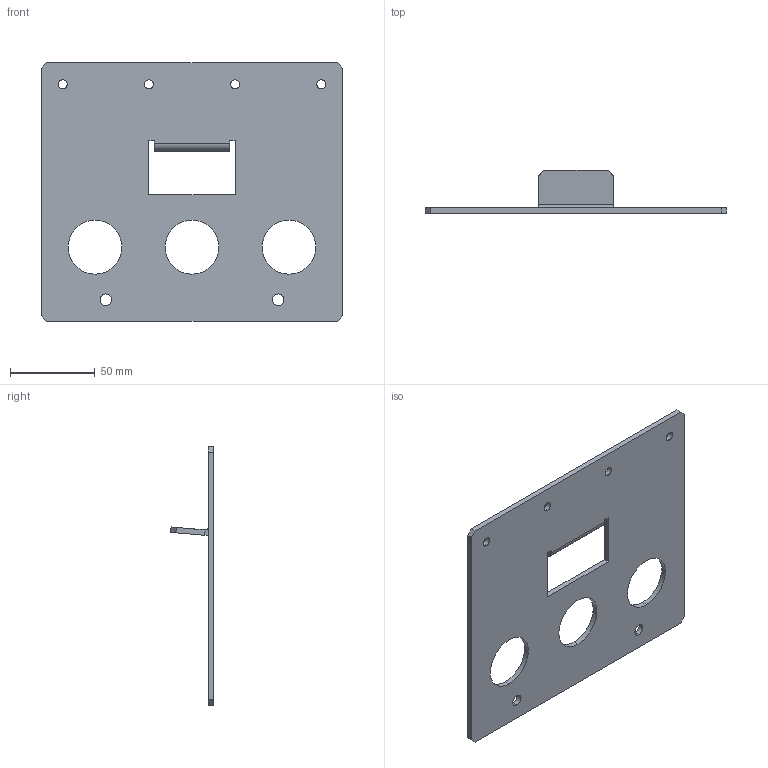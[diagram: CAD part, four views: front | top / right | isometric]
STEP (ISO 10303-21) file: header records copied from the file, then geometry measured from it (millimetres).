
FILE_DESCRIPTION (( 'STEP AP214' ), '1' );
FILE_NAME ('AM14U3 Battery Floor Plate.step', '2018-12-20T18:50:48', ( '' ), ( '' ), 'SwSTEP 2.0', 'SolidWorks 2018', '' );
FILE_SCHEMA (( 'AUTOMOTIVE_DESIGN' ));
Length unit declared in the file: inch
Products named in the file (1): AM14U3 Battery Floor Plate
Bounding box: 177.8 x 25.3 x 152.4 mm (x, y, z)
Volume: 76555.3 mm3; surface area: 52279.8 mm2
Topology: 1 solids, 1 shells, 46 faces, 124 edges, 80 vertices
Faces by surface type: plane 26, cylinder 20
Entity records: 1524 total; most frequent: DIRECTION 258, CARTESIAN_POINT 251, ORIENTED_EDGE 248, EDGE_CURVE 124, AXIS2_PLACEMENT_3D 87, LINE 84, VECTOR 84, VERTEX_POINT 80
